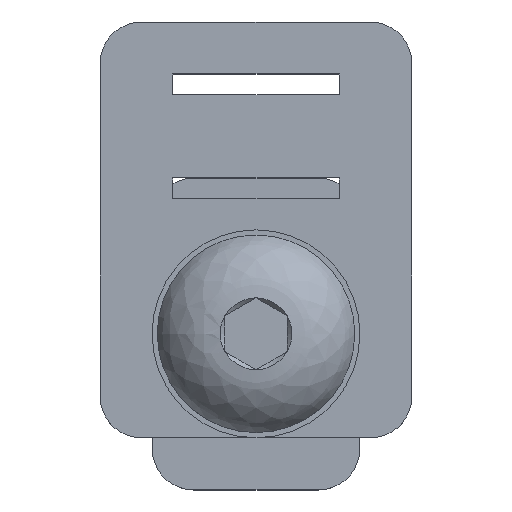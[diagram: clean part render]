
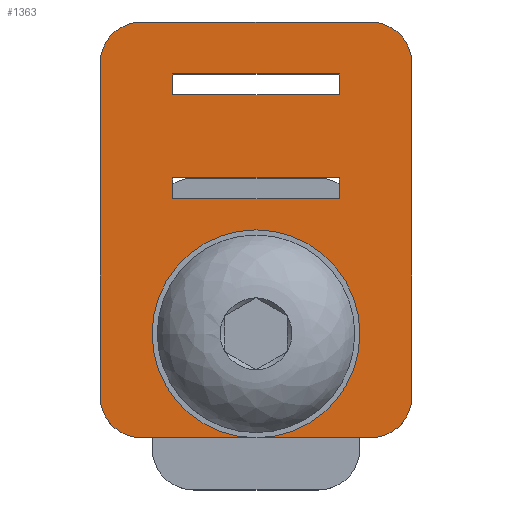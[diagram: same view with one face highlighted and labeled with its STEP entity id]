
A CAD part, top view. The second image highlights one B-rep face of the part: STEP entity #1363.
In plain terms, the highlighted planar face has unit normal (0, 0, 1).
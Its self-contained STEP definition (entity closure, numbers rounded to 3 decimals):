
#166=FACE_BOUND($,#305,.T.);
#167=FACE_BOUND($,#306,.T.);
#168=FACE_BOUND($,#307,.T.);
#169=FACE_BOUND($,#308,.T.);
#185=CIRCLE($,#1428,2.625);
#186=CIRCLE($,#1430,2.);
#188=CIRCLE($,#1433,2.);
#189=CIRCLE($,#1434,2.);
#190=CIRCLE($,#1435,2.);
#305=EDGE_LOOP($,(#930,#931,#932,#933));
#306=EDGE_LOOP($,(#934,#935,#936,#937));
#307=EDGE_LOOP($,(#938));
#308=EDGE_LOOP($,(#939,#940,#941,#942,#943,#944,#945,#946));
#369=LINE($,#1802,#437);
#372=LINE($,#1808,#440);
#375=LINE($,#1814,#443);
#378=LINE($,#1818,#446);
#381=LINE($,#1826,#449);
#384=LINE($,#1832,#452);
#387=LINE($,#1838,#455);
#390=LINE($,#1842,#458);
#393=LINE($,#1859,#461);
#394=LINE($,#1863,#462);
#395=LINE($,#1867,#463);
#396=LINE($,#1870,#464);
#437=VECTOR($,#1526,1.);
#440=VECTOR($,#1531,8.);
#443=VECTOR($,#1536,1.);
#446=VECTOR($,#1541,8.);
#449=VECTOR($,#1546,1.);
#452=VECTOR($,#1551,8.);
#455=VECTOR($,#1556,1.);
#458=VECTOR($,#1561,8.);
#461=VECTOR($,#1578,11.);
#462=VECTOR($,#1581,16.);
#463=VECTOR($,#1584,11.);
#464=VECTOR($,#1587,16.);
#505=VERTEX_POINT($,#1799);
#506=VERTEX_POINT($,#1801);
#508=VERTEX_POINT($,#1807);
#510=VERTEX_POINT($,#1813);
#513=VERTEX_POINT($,#1823);
#514=VERTEX_POINT($,#1825);
#516=VERTEX_POINT($,#1831);
#518=VERTEX_POINT($,#1837);
#520=VERTEX_POINT($,#1846);
#521=VERTEX_POINT($,#1849);
#522=VERTEX_POINT($,#1850);
#525=VERTEX_POINT($,#1858);
#526=VERTEX_POINT($,#1860);
#527=VERTEX_POINT($,#1862);
#528=VERTEX_POINT($,#1864);
#529=VERTEX_POINT($,#1866);
#530=VERTEX_POINT($,#1868);
#679=EDGE_CURVE($,#506,#505,#369,.T.);
#682=EDGE_CURVE($,#508,#506,#372,.T.);
#685=EDGE_CURVE($,#510,#508,#375,.T.);
#688=EDGE_CURVE($,#505,#510,#378,.T.);
#691=EDGE_CURVE($,#514,#513,#381,.T.);
#694=EDGE_CURVE($,#516,#514,#384,.T.);
#697=EDGE_CURVE($,#518,#516,#387,.T.);
#700=EDGE_CURVE($,#513,#518,#390,.T.);
#702=EDGE_CURVE($,#520,#520,#185,.T.);
#703=EDGE_CURVE($,#521,#522,#186,.T.);
#707=EDGE_CURVE($,#521,#525,#393,.T.);
#708=EDGE_CURVE($,#526,#525,#188,.T.);
#709=EDGE_CURVE($,#526,#527,#394,.T.);
#710=EDGE_CURVE($,#528,#527,#189,.T.);
#711=EDGE_CURVE($,#528,#529,#395,.T.);
#712=EDGE_CURVE($,#530,#529,#190,.T.);
#713=EDGE_CURVE($,#530,#522,#396,.T.);
#930=ORIENTED_EDGE($,*,*,#685,.T.);
#931=ORIENTED_EDGE($,*,*,#682,.T.);
#932=ORIENTED_EDGE($,*,*,#679,.T.);
#933=ORIENTED_EDGE($,*,*,#688,.T.);
#934=ORIENTED_EDGE($,*,*,#697,.T.);
#935=ORIENTED_EDGE($,*,*,#694,.T.);
#936=ORIENTED_EDGE($,*,*,#691,.T.);
#937=ORIENTED_EDGE($,*,*,#700,.T.);
#938=ORIENTED_EDGE($,*,*,#702,.T.);
#939=ORIENTED_EDGE($,*,*,#703,.F.);
#940=ORIENTED_EDGE($,*,*,#707,.T.);
#941=ORIENTED_EDGE($,*,*,#708,.F.);
#942=ORIENTED_EDGE($,*,*,#709,.T.);
#943=ORIENTED_EDGE($,*,*,#710,.F.);
#944=ORIENTED_EDGE($,*,*,#711,.T.);
#945=ORIENTED_EDGE($,*,*,#712,.F.);
#946=ORIENTED_EDGE($,*,*,#713,.T.);
#1330=PLANE($,#1432);
#1363=ADVANCED_FACE($,(#166,#167,#168,#169),#1330,.T.);
#1428=AXIS2_PLACEMENT_3D($,#1847,#1566,#1567);
#1430=AXIS2_PLACEMENT_3D($,#1851,#1570,#1571);
#1432=AXIS2_PLACEMENT_3D($,#1857,#1576,#1577);
#1433=AXIS2_PLACEMENT_3D($,#1861,#1579,#1580);
#1434=AXIS2_PLACEMENT_3D($,#1865,#1582,#1583);
#1435=AXIS2_PLACEMENT_3D($,#1869,#1585,#1586);
#1526=DIRECTION($,(0.,-1.,0.));
#1531=DIRECTION($,(1.,0.,0.));
#1536=DIRECTION($,(0.,1.,0.));
#1541=DIRECTION($,(-1.,0.,0.));
#1546=DIRECTION($,(0.,-1.,0.));
#1551=DIRECTION($,(1.,0.,0.));
#1556=DIRECTION($,(0.,1.,0.));
#1561=DIRECTION($,(-1.,0.,0.));
#1566=DIRECTION('center_axis',(0.,0.,-1.));
#1567=DIRECTION('ref_axis',(-1.,0.,0.));
#1570=DIRECTION('center_axis',(0.,0.,-1.));
#1571=DIRECTION('ref_axis',(-0.707,-0.707,0.));
#1576=DIRECTION('center_axis',(0.,0.,1.));
#1577=DIRECTION('ref_axis',(1.,0.,0.));
#1578=DIRECTION($,(1.,0.,0.));
#1579=DIRECTION('center_axis',(0.,0.,-1.));
#1580=DIRECTION('ref_axis',(0.707,-0.707,0.));
#1581=DIRECTION($,(0.,1.,0.));
#1582=DIRECTION('center_axis',(0.,0.,-1.));
#1583=DIRECTION('ref_axis',(0.707,0.707,0.));
#1584=DIRECTION($,(-1.,0.,0.));
#1585=DIRECTION('center_axis',(0.,0.,-1.));
#1586=DIRECTION('ref_axis',(-0.707,0.707,0.));
#1587=DIRECTION($,(0.,-1.,0.));
#1799=CARTESIAN_POINT('',(4.,1.5,1.));
#1801=CARTESIAN_POINT('',(4.,2.5,1.));
#1802=CARTESIAN_POINT($,(4.,1.25,1.));
#1807=CARTESIAN_POINT('',(-4.,2.5,1.));
#1808=CARTESIAN_POINT($,(-2.,2.5,1.));
#1813=CARTESIAN_POINT('',(-4.,1.5,1.));
#1814=CARTESIAN_POINT($,(-4.,0.75,1.));
#1818=CARTESIAN_POINT($,(2.,1.5,1.));
#1823=CARTESIAN_POINT('',(4.,6.5,1.));
#1825=CARTESIAN_POINT('',(4.,7.5,1.));
#1826=CARTESIAN_POINT($,(4.,3.75,1.));
#1831=CARTESIAN_POINT('',(-4.,7.5,1.));
#1832=CARTESIAN_POINT($,(-2.,7.5,1.));
#1837=CARTESIAN_POINT('',(-4.,6.5,1.));
#1838=CARTESIAN_POINT($,(-4.,3.25,1.));
#1842=CARTESIAN_POINT($,(2.,6.5,1.));
#1846=CARTESIAN_POINT('',(2.625,-5.,1.));
#1847=CARTESIAN_POINT('Origin',(0.,-5.,1.));
#1849=CARTESIAN_POINT('',(-5.5,-10.,1.));
#1850=CARTESIAN_POINT('',(-7.5,-8.,1.));
#1851=CARTESIAN_POINT('Origin',(-5.5,-8.,1.));
#1857=CARTESIAN_POINT('Origin',(0.,0.,
1.));
#1858=CARTESIAN_POINT('',(5.5,-10.,1.));
#1859=CARTESIAN_POINT($,(7.5,-10.,1.));
#1860=CARTESIAN_POINT('',(7.5,-8.,1.));
#1861=CARTESIAN_POINT('Origin',(5.5,-8.,1.));
#1862=CARTESIAN_POINT('',(7.5,8.,1.));
#1863=CARTESIAN_POINT($,(7.5,10.,1.));
#1864=CARTESIAN_POINT('',(5.5,10.,1.));
#1865=CARTESIAN_POINT('Origin',(5.5,8.,1.));
#1866=CARTESIAN_POINT('',(-5.5,10.,1.));
#1867=CARTESIAN_POINT($,(-7.5,10.,1.));
#1868=CARTESIAN_POINT('',(-7.5,8.,1.));
#1869=CARTESIAN_POINT('Origin',(-5.5,8.,1.));
#1870=CARTESIAN_POINT($,(-7.5,-10.,1.));
